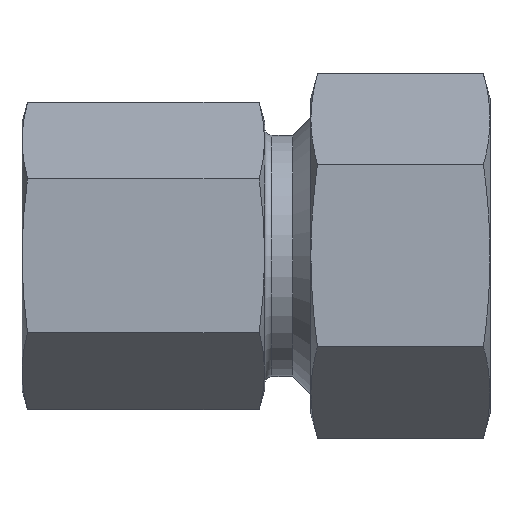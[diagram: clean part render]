
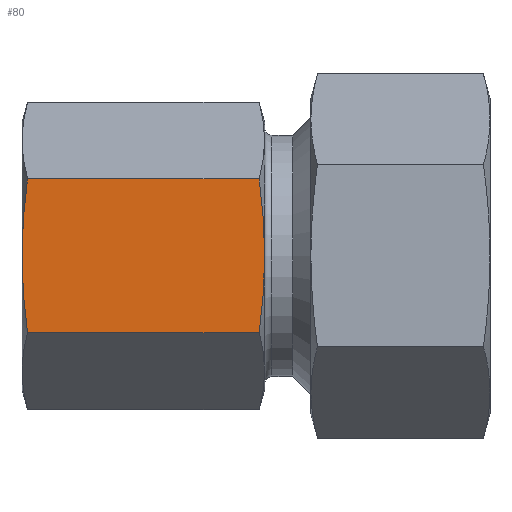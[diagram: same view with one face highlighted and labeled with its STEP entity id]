
A CAD part, top view. The second image highlights one B-rep face of the part: STEP entity #80.
In plain terms, the highlighted planar face has unit normal (0, 0, 1).
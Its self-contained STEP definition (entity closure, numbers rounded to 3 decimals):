
#80 = ADVANCED_FACE( '', ( #138 ), #139, .F. );
#138 = FACE_OUTER_BOUND( '', #258, .T. );
#139 = PLANE( '', #259 );
#258 = EDGE_LOOP( '', ( #410, #411, #412, #413, #414, #415 ) );
#259 = AXIS2_PLACEMENT_3D( '', #416, #417, #418 );
#410 = ORIENTED_EDGE( '', *, *, #744, .F. );
#411 = ORIENTED_EDGE( '', *, *, #745, .F. );
#412 = ORIENTED_EDGE( '', *, *, #746, .F. );
#413 = ORIENTED_EDGE( '', *, *, #747, .T. );
#414 = ORIENTED_EDGE( '', *, *, #748, .F. );
#415 = ORIENTED_EDGE( '', *, *, #749, .F. );
#416 = CARTESIAN_POINT( '', ( 24.63, 7.794, 13.5 ) );
#417 = DIRECTION( '', ( 0., 0., -1. ) );
#418 = DIRECTION( '', ( -1., 0., 0. ) );
#744 = EDGE_CURVE( '', #863, #864, #865, .T. );
#745 = EDGE_CURVE( '', #866, #863, #867, .F. );
#746 = EDGE_CURVE( '', #868, #866, #869, .F. );
#747 = EDGE_CURVE( '', #868, #870, #871, .T. );
#748 = EDGE_CURVE( '', #872, #870, #873, .T. );
#749 = EDGE_CURVE( '', #864, #872, #874, .T. );
#863 = VERTEX_POINT( '', #1114 );
#864 = VERTEX_POINT( '', #1115 );
#865 = LINE( '', #1116, #1117 );
#866 = VERTEX_POINT( '', #1118 );
#867 = B_SPLINE_CURVE_WITH_KNOTS( '', 3, ( #1119, #1120, #1121, #1122, #1123, #1124 ), .UNSPECIFIED., .F., .F., ( 4, 2, 4 ), ( 0.013, 0.017, 0.021 ), .UNSPECIFIED. );
#868 = VERTEX_POINT( '', #1125 );
#869 = B_SPLINE_CURVE_WITH_KNOTS( '', 3, ( #1126, #1127, #1128, #1129, #1130, #1131 ), .UNSPECIFIED., .F., .F., ( 4, 2, 4 ), ( 0.021, 0.025, 0.029 ), .UNSPECIFIED. );
#870 = VERTEX_POINT( '', #1132 );
#871 = LINE( '', #1133, #1134 );
#872 = VERTEX_POINT( '', #1135 );
#873 = B_SPLINE_CURVE_WITH_KNOTS( '', 3, ( #1136, #1137, #1138, #1139, #1140, #1141 ), .UNSPECIFIED., .F., .F., ( 4, 2, 4 ), ( 0.021, 0.025, 0.029 ), .UNSPECIFIED. );
#874 = B_SPLINE_CURVE_WITH_KNOTS( '', 3, ( #1142, #1143, #1144, #1145, #1146, #1147 ), .UNSPECIFIED., .F., .F., ( 4, 2, 4 ), ( 0.013, 0.017, 0.021 ), .UNSPECIFIED. );
#1114 = CARTESIAN_POINT( '', ( 24.07, -7.794, 13.5 ) );
#1115 = CARTESIAN_POINT( '', ( 0.56, -7.794, 13.5 ) );
#1116 = CARTESIAN_POINT( '', ( 24.63, -7.794, 13.5 ) );
#1117 = VECTOR( '', #1399, 1000. );
#1118 = CARTESIAN_POINT( '', ( 24.63, 0., 13.5 ) );
#1119 = CARTESIAN_POINT( '', ( 24.07, -7.794, 13.5 ) );
#1120 = CARTESIAN_POINT( '', ( 24.244, -6.499, 13.5 ) );
#1121 = CARTESIAN_POINT( '', ( 24.385, -5.196, 13.5 ) );
#1122 = CARTESIAN_POINT( '', ( 24.579, -2.596, 13.5 ) );
#1123 = CARTESIAN_POINT( '', ( 24.63, -1.297, 13.5 ) );
#1124 = CARTESIAN_POINT( '', ( 24.63, 0., 13.5 ) );
#1125 = CARTESIAN_POINT( '', ( 24.07, 7.794, 13.5 ) );
#1126 = CARTESIAN_POINT( '', ( 24.63, 0., 13.5 ) );
#1127 = CARTESIAN_POINT( '', ( 24.63, 1.302, 13.5 ) );
#1128 = CARTESIAN_POINT( '', ( 24.578, 2.602, 13.5 ) );
#1129 = CARTESIAN_POINT( '', ( 24.385, 5.2, 13.5 ) );
#1130 = CARTESIAN_POINT( '', ( 24.244, 6.498, 13.5 ) );
#1131 = CARTESIAN_POINT( '', ( 24.07, 7.794, 13.5 ) );
#1132 = CARTESIAN_POINT( '', ( 0.56, 7.794, 13.5 ) );
#1133 = CARTESIAN_POINT( '', ( 24.63, 7.794, 13.5 ) );
#1134 = VECTOR( '', #1400, 1000. );
#1135 = CARTESIAN_POINT( '', ( 0., 0., 13.5 ) );
#1136 = CARTESIAN_POINT( '', ( 0., 0., 13.5 ) );
#1137 = CARTESIAN_POINT( '', ( 0., 1.302, 13.5 ) );
#1138 = CARTESIAN_POINT( '', ( 0.051, 2.602, 13.5 ) );
#1139 = CARTESIAN_POINT( '', ( 0.245, 5.2, 13.5 ) );
#1140 = CARTESIAN_POINT( '', ( 0.386, 6.498, 13.5 ) );
#1141 = CARTESIAN_POINT( '', ( 0.56, 7.794, 13.5 ) );
#1142 = CARTESIAN_POINT( '', ( 0.56, -7.794, 13.5 ) );
#1143 = CARTESIAN_POINT( '', ( 0.386, -6.499, 13.5 ) );
#1144 = CARTESIAN_POINT( '', ( 0.244, -5.196, 13.5 ) );
#1145 = CARTESIAN_POINT( '', ( 0.051, -2.596, 13.5 ) );
#1146 = CARTESIAN_POINT( '', ( 0., -1.297, 13.5 ) );
#1147 = CARTESIAN_POINT( '', ( 0., 0., 13.5 ) );
#1399 = DIRECTION( '', ( -1., 0., 0. ) );
#1400 = DIRECTION( '', ( -1., 0., 0. ) );
